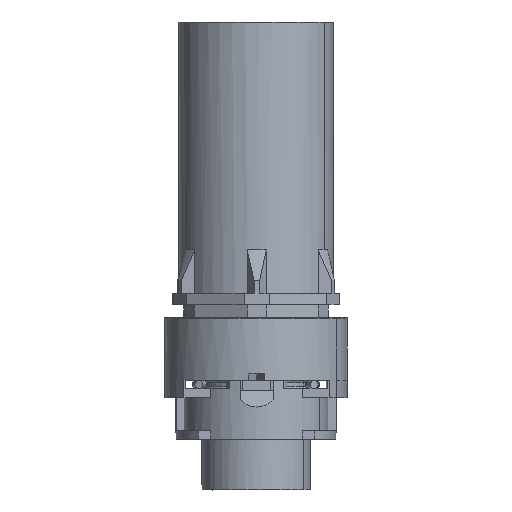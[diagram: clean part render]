
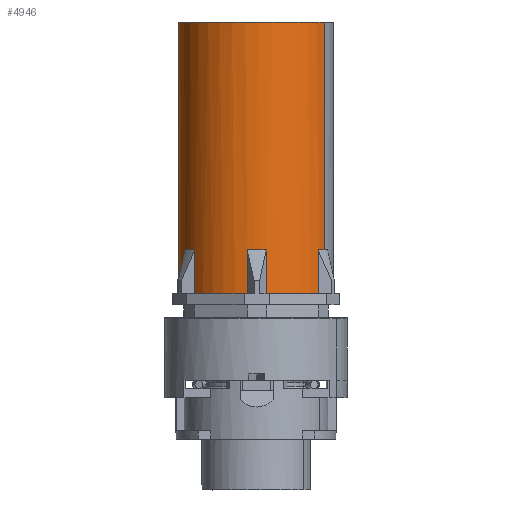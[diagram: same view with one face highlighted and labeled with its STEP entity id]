
A CAD part, left-side view. The second image highlights one B-rep face of the part: STEP entity #4946.
In plain terms, the highlighted cylindrical face has radius 14 mm (diameter 28 mm), a partial arc.
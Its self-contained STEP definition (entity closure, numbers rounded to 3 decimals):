
#4597=AXIS2_PLACEMENT_3D('Circle Axis2P3D',#4595,#4596,$) ;
#4653=AXIS2_PLACEMENT_3D('Circle Axis2P3D',#4651,#4652,$) ;
#4695=AXIS2_PLACEMENT_3D('Circle Axis2P3D',#4693,#4694,$) ;
#4826=AXIS2_PLACEMENT_3D('Circle Axis2P3D',#4824,#4825,$) ;
#4850=AXIS2_PLACEMENT_3D('Cylinder Axis2P3D',#4847,#4848,#4849) ;
#4854=AXIS2_PLACEMENT_3D('Circle Axis2P3D',#4852,#4853,$) ;
#4875=AXIS2_PLACEMENT_3D('Circle Axis2P3D',#4873,#4874,$) ;
#4894=AXIS2_PLACEMENT_3D('Circle Axis2P3D',#4892,#4893,$) ;
#4913=AXIS2_PLACEMENT_3D('Circle Axis2P3D',#4911,#4912,$) ;
#4573=CARTESIAN_POINT('Vertex',(2.622,14.657,35.5)) ;
#4592=CARTESIAN_POINT('Vertex',(8.17,5.248,35.5)) ;
#4595=CARTESIAN_POINT('Axis2P3D Location',(16.5,16.5,35.5)) ;
#4651=CARTESIAN_POINT('Axis2P3D Location',(16.5,16.5,35.5)) ;
#4655=CARTESIAN_POINT('Vertex',(2.59,18.088,35.5)) ;
#4657=CARTESIAN_POINT('Vertex',(7.965,27.598,35.5)) ;
#4693=CARTESIAN_POINT('Axis2P3D Location',(16.5,16.5,35.5)) ;
#4697=CARTESIAN_POINT('Vertex',(10.921,29.34,35.5)) ;
#4699=CARTESIAN_POINT('Vertex',(21.843,29.44,35.5)) ;
#4824=CARTESIAN_POINT('Axis2P3D Location',(16.5,16.5,84.7)) ;
#4828=CARTESIAN_POINT('Vertex',(9.901,4.153,84.7)) ;
#4830=CARTESIAN_POINT('Vertex',(23.099,28.847,84.7)) ;
#4847=CARTESIAN_POINT('Axis2P3D Location',(16.5,16.5,53.45)) ;
#4852=CARTESIAN_POINT('Axis2P3D Location',(16.5,16.5,43.439)) ;
#4856=CARTESIAN_POINT('Vertex',(21.843,29.44,43.439)) ;
#4858=CARTESIAN_POINT('Vertex',(23.099,28.847,43.439)) ;
#4861=CARTESIAN_POINT('Line Origine',(21.843,29.44,53.45)) ;
#4866=CARTESIAN_POINT('Line Origine',(10.921,29.34,53.45)) ;
#4870=CARTESIAN_POINT('Vertex',(10.921,29.34,43.439)) ;
#4873=CARTESIAN_POINT('Axis2P3D Location',(16.5,16.5,43.439)) ;
#4877=CARTESIAN_POINT('Vertex',(7.965,27.598,43.439)) ;
#4880=CARTESIAN_POINT('Line Origine',(7.965,27.598,53.45)) ;
#4885=CARTESIAN_POINT('Line Origine',(2.59,18.088,53.45)) ;
#4889=CARTESIAN_POINT('Vertex',(2.59,18.088,43.439)) ;
#4892=CARTESIAN_POINT('Axis2P3D Location',(16.5,16.5,43.439)) ;
#4896=CARTESIAN_POINT('Vertex',(2.622,14.657,43.439)) ;
#4899=CARTESIAN_POINT('Line Origine',(2.622,14.657,53.45)) ;
#4904=CARTESIAN_POINT('Line Origine',(8.17,5.248,53.45)) ;
#4908=CARTESIAN_POINT('Vertex',(8.17,5.248,43.439)) ;
#4911=CARTESIAN_POINT('Axis2P3D Location',(16.5,16.5,43.439)) ;
#4915=CARTESIAN_POINT('Vertex',(9.901,4.153,43.439)) ;
#4918=CARTESIAN_POINT('Line Origine',(9.901,4.153,53.45)) ;
#4923=CARTESIAN_POINT('Line Origine',(23.099,28.847,53.45)) ;
#4596=DIRECTION('Axis2P3D Direction',(0.,-0.,-1.)) ;
#4652=DIRECTION('Axis2P3D Direction',(0.,-0.,-1.)) ;
#4694=DIRECTION('Axis2P3D Direction',(0.,-0.,-1.)) ;
#4825=DIRECTION('Axis2P3D Direction',(0.,-0.,-1.)) ;
#4848=DIRECTION('Axis2P3D Direction',(0.,-0.,-1.)) ;
#4849=DIRECTION('Axis2P3D XDirection',(-0.471,-0.882,0.)) ;
#4853=DIRECTION('Axis2P3D Direction',(0.,-0.,-1.)) ;
#4862=DIRECTION('Vector Direction',(0.,0.,-1.)) ;
#4867=DIRECTION('Vector Direction',(0.,0.,-1.)) ;
#4874=DIRECTION('Axis2P3D Direction',(0.,-0.,-1.)) ;
#4881=DIRECTION('Vector Direction',(0.,0.,-1.)) ;
#4886=DIRECTION('Vector Direction',(0.,0.,-1.)) ;
#4893=DIRECTION('Axis2P3D Direction',(0.,-0.,-1.)) ;
#4900=DIRECTION('Vector Direction',(0.,0.,-1.)) ;
#4905=DIRECTION('Vector Direction',(0.,0.,-1.)) ;
#4912=DIRECTION('Axis2P3D Direction',(0.,-0.,-1.)) ;
#4919=DIRECTION('Vector Direction',(0.,0.,-1.)) ;
#4924=DIRECTION('Vector Direction',(0.,0.,-1.)) ;
#4863=VECTOR('Line Direction',#4862,1.) ;
#4868=VECTOR('Line Direction',#4867,1.) ;
#4882=VECTOR('Line Direction',#4881,1.) ;
#4887=VECTOR('Line Direction',#4886,1.) ;
#4901=VECTOR('Line Direction',#4900,1.) ;
#4906=VECTOR('Line Direction',#4905,1.) ;
#4920=VECTOR('Line Direction',#4919,1.) ;
#4925=VECTOR('Line Direction',#4924,1.) ;
#4929=ORIENTED_EDGE('',*,*,#4860,.F.) ;
#4930=ORIENTED_EDGE('',*,*,#4865,.F.) ;
#4931=ORIENTED_EDGE('',*,*,#4701,.F.) ;
#4932=ORIENTED_EDGE('',*,*,#4872,.T.) ;
#4933=ORIENTED_EDGE('',*,*,#4879,.F.) ;
#4934=ORIENTED_EDGE('',*,*,#4884,.F.) ;
#4935=ORIENTED_EDGE('',*,*,#4659,.F.) ;
#4936=ORIENTED_EDGE('',*,*,#4891,.T.) ;
#4937=ORIENTED_EDGE('',*,*,#4898,.F.) ;
#4938=ORIENTED_EDGE('',*,*,#4903,.F.) ;
#4939=ORIENTED_EDGE('',*,*,#4599,.F.) ;
#4940=ORIENTED_EDGE('',*,*,#4910,.T.) ;
#4941=ORIENTED_EDGE('',*,*,#4917,.T.) ;
#4942=ORIENTED_EDGE('',*,*,#4922,.T.) ;
#4943=ORIENTED_EDGE('',*,*,#4832,.T.) ;
#4944=ORIENTED_EDGE('',*,*,#4927,.F.) ;
#4946=ADVANCED_FACE('Hauptk\X2\00F6\X0\rper.1',(#4945),#4851,.T.) ;
#4598=CIRCLE('generated circle',#4597,14.) ;
#4654=CIRCLE('generated circle',#4653,14.) ;
#4696=CIRCLE('generated circle',#4695,14.) ;
#4827=CIRCLE('generated circle',#4826,14.) ;
#4855=CIRCLE('generated circle',#4854,14.) ;
#4876=CIRCLE('generated circle',#4875,14.) ;
#4895=CIRCLE('generated circle',#4894,14.) ;
#4914=CIRCLE('generated circle',#4913,14.) ;
#4851=CYLINDRICAL_SURFACE('generated cylinder',#4850,14.) ;
#4599=EDGE_CURVE('',#4593,#4574,#4598,.T.) ;
#4659=EDGE_CURVE('',#4656,#4658,#4654,.T.) ;
#4701=EDGE_CURVE('',#4698,#4700,#4696,.T.) ;
#4832=EDGE_CURVE('',#4829,#4831,#4827,.T.) ;
#4860=EDGE_CURVE('',#4857,#4859,#4855,.T.) ;
#4865=EDGE_CURVE('',#4700,#4857,#4864,.F.) ;
#4872=EDGE_CURVE('',#4698,#4871,#4869,.F.) ;
#4879=EDGE_CURVE('',#4878,#4871,#4876,.T.) ;
#4884=EDGE_CURVE('',#4658,#4878,#4883,.F.) ;
#4891=EDGE_CURVE('',#4656,#4890,#4888,.F.) ;
#4898=EDGE_CURVE('',#4897,#4890,#4895,.T.) ;
#4903=EDGE_CURVE('',#4574,#4897,#4902,.F.) ;
#4910=EDGE_CURVE('',#4593,#4909,#4907,.F.) ;
#4917=EDGE_CURVE('',#4909,#4916,#4914,.F.) ;
#4922=EDGE_CURVE('',#4916,#4829,#4921,.F.) ;
#4927=EDGE_CURVE('',#4859,#4831,#4926,.F.) ;
#4928=EDGE_LOOP('',(#4929,#4930,#4931,#4932,#4933,#4934,#4935,#4936,#4937,#4938,#4939,#4940,#4941,#4942,#4943,#4944)) ;
#4945=FACE_OUTER_BOUND('',#4928,.T.) ;
#4864=LINE('Line',#4861,#4863) ;
#4869=LINE('Line',#4866,#4868) ;
#4883=LINE('Line',#4880,#4882) ;
#4888=LINE('Line',#4885,#4887) ;
#4902=LINE('Line',#4899,#4901) ;
#4907=LINE('Line',#4904,#4906) ;
#4921=LINE('Line',#4918,#4920) ;
#4926=LINE('Line',#4923,#4925) ;
#4574=VERTEX_POINT('',#4573) ;
#4593=VERTEX_POINT('',#4592) ;
#4656=VERTEX_POINT('',#4655) ;
#4658=VERTEX_POINT('',#4657) ;
#4698=VERTEX_POINT('',#4697) ;
#4700=VERTEX_POINT('',#4699) ;
#4829=VERTEX_POINT('',#4828) ;
#4831=VERTEX_POINT('',#4830) ;
#4857=VERTEX_POINT('',#4856) ;
#4859=VERTEX_POINT('',#4858) ;
#4871=VERTEX_POINT('',#4870) ;
#4878=VERTEX_POINT('',#4877) ;
#4890=VERTEX_POINT('',#4889) ;
#4897=VERTEX_POINT('',#4896) ;
#4909=VERTEX_POINT('',#4908) ;
#4916=VERTEX_POINT('',#4915) ;
